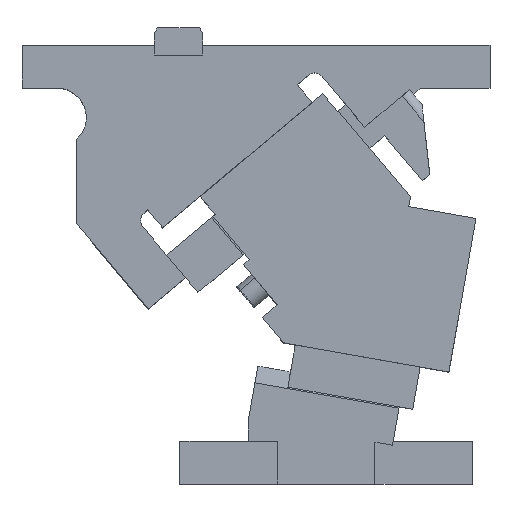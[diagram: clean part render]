
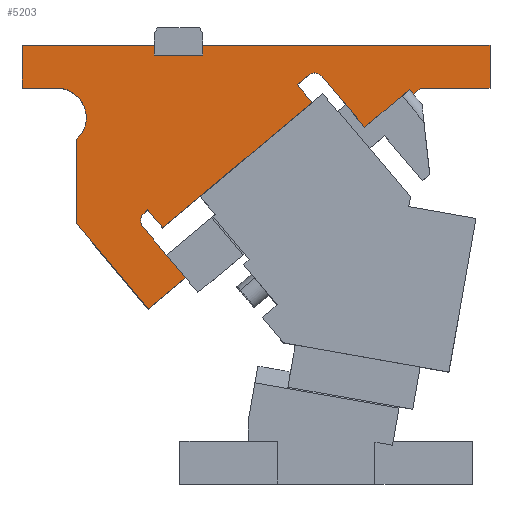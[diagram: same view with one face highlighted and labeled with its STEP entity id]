
A CAD part, top view. The second image highlights one B-rep face of the part: STEP entity #5203.
In plain terms, the highlighted planar face has unit normal (0, 0, 1).
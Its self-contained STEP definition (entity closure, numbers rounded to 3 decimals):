
#4851=CARTESIAN_POINT('Vertex',(-5.426,61.367,70.)) ;
#4856=CARTESIAN_POINT('Line Origine',(-6.39,62.516,70.)) ;
#4860=CARTESIAN_POINT('Vertex',(-7.354,63.665,70.)) ;
#4891=CARTESIAN_POINT('Vertex',(-30.336,44.381,70.)) ;
#4901=CARTESIAN_POINT('Line Origine',(-18.845,54.023,70.)) ;
#4974=CARTESIAN_POINT('Vertex',(-1.848,64.369,70.)) ;
#4977=CARTESIAN_POINT('Line Origine',(-3.637,62.868,70.)) ;
#5003=CARTESIAN_POINT('Axis2P3D Location',(-188.067,49.369,70.)) ;
#5008=CARTESIAN_POINT('Line Origine',(-172.197,86.369,70.)) ;
#5012=CARTESIAN_POINT('Vertex',(-206.067,86.369,70.)) ;
#5014=CARTESIAN_POINT('Vertex',(-138.327,86.369,70.)) ;
#5017=CARTESIAN_POINT('Line Origine',(-206.067,75.369,70.)) ;
#5021=CARTESIAN_POINT('Vertex',(-206.067,64.369,70.)) ;
#5024=CARTESIAN_POINT('Line Origine',(-197.067,64.369,70.)) ;
#5028=CARTESIAN_POINT('Vertex',(-188.067,64.369,70.)) ;
#5031=CARTESIAN_POINT('Axis2P3D Location',(-188.067,49.369,70.)) ;
#5035=CARTESIAN_POINT('Vertex',(-173.067,49.369,70.)) ;
#5038=CARTESIAN_POINT('Axis2P3D Location',(-188.067,49.369,70.)) ;
#5042=CARTESIAN_POINT('Vertex',(-178.067,38.188,70.)) ;
#5045=CARTESIAN_POINT('Line Origine',(-178.067,16.525,70.)) ;
#5049=CARTESIAN_POINT('Vertex',(-178.067,-5.139,70.)) ;
#5052=CARTESIAN_POINT('Line Origine',(-159.74,-26.981,70.)) ;
#5056=CARTESIAN_POINT('Vertex',(-141.412,-48.823,70.)) ;
#5059=CARTESIAN_POINT('Line Origine',(-131.837,-40.788,70.)) ;
#5063=CARTESIAN_POINT('Vertex',(-122.261,-32.753,70.)) ;
#5066=CARTESIAN_POINT('Line Origine',(-133.188,-19.731,70.)) ;
#5070=CARTESIAN_POINT('Vertex',(-144.116,-6.708,70.)) ;
#5073=CARTESIAN_POINT('Axis2P3D Location',(-140.286,-3.494,70.)) ;
#5077=CARTESIAN_POINT('Vertex',(-145.286,-3.494,70.)) ;
#5080=CARTESIAN_POINT('Axis2P3D Location',(-140.286,-3.494,70.)) ;
#5084=CARTESIAN_POINT('Vertex',(-143.5,0.336,70.)) ;
#5087=CARTESIAN_POINT('Line Origine',(-142.542,1.14,70.)) ;
#5091=CARTESIAN_POINT('Vertex',(-141.584,1.943,70.)) ;
#5094=CARTESIAN_POINT('Line Origine',(-137.728,-2.653,70.)) ;
#5098=CARTESIAN_POINT('Vertex',(-133.871,-7.249,70.)) ;
#5101=CARTESIAN_POINT('Line Origine',(-95.569,24.89,70.)) ;
#5105=CARTESIAN_POINT('Vertex',(-57.267,57.03,70.)) ;
#5108=CARTESIAN_POINT('Line Origine',(-61.123,61.626,70.)) ;
#5112=CARTESIAN_POINT('Vertex',(-64.98,66.222,70.)) ;
#5115=CARTESIAN_POINT('Line Origine',(-62.107,68.632,70.)) ;
#5119=CARTESIAN_POINT('Vertex',(-59.235,71.043,70.)) ;
#5122=CARTESIAN_POINT('Axis2P3D Location',(-56.021,67.213,70.)) ;
#5126=CARTESIAN_POINT('Vertex',(-52.191,70.427,70.)) ;
#5129=CARTESIAN_POINT('Line Origine',(-41.263,57.404,70.)) ;
#5134=CARTESIAN_POINT('Line Origine',(16.042,64.369,70.)) ;
#5138=CARTESIAN_POINT('Vertex',(33.933,64.369,70.)) ;
#5141=CARTESIAN_POINT('Line Origine',(33.933,75.369,70.)) ;
#5145=CARTESIAN_POINT('Vertex',(33.933,86.369,70.)) ;
#5148=CARTESIAN_POINT('Line Origine',(-39.697,86.369,70.)) ;
#5152=CARTESIAN_POINT('Vertex',(-113.327,86.369,70.)) ;
#5155=CARTESIAN_POINT('Line Origine',(-113.327,83.869,70.)) ;
#5159=CARTESIAN_POINT('Vertex',(-113.327,81.369,70.)) ;
#5162=CARTESIAN_POINT('Line Origine',(-125.827,81.369,70.)) ;
#5166=CARTESIAN_POINT('Vertex',(-138.327,81.369,70.)) ;
#5169=CARTESIAN_POINT('Line Origine',(-138.327,83.869,70.)) ;
#4857=DIRECTION('Vector Direction',(-0.643,0.766,0.)) ;
#4902=DIRECTION('Vector Direction',(-0.766,-0.643,0.)) ;
#4978=DIRECTION('Vector Direction',(-0.766,-0.643,0.)) ;
#5004=DIRECTION('Axis2P3D Direction',(0.,0.,1.)) ;
#5005=DIRECTION('Axis2P3D XDirection',(1.,0.,0.)) ;
#5009=DIRECTION('Vector Direction',(1.,0.,0.)) ;
#5018=DIRECTION('Vector Direction',(0.,-1.,0.)) ;
#5025=DIRECTION('Vector Direction',(1.,0.,0.)) ;
#5032=DIRECTION('Axis2P3D Direction',(0.,0.,1.)) ;
#5039=DIRECTION('Axis2P3D Direction',(0.,0.,1.)) ;
#5046=DIRECTION('Vector Direction',(0.,-1.,0.)) ;
#5053=DIRECTION('Vector Direction',(-0.643,0.766,0.)) ;
#5060=DIRECTION('Vector Direction',(-0.766,-0.643,0.)) ;
#5067=DIRECTION('Vector Direction',(-0.643,0.766,0.)) ;
#5074=DIRECTION('Axis2P3D Direction',(0.,0.,1.)) ;
#5081=DIRECTION('Axis2P3D Direction',(0.,0.,1.)) ;
#5088=DIRECTION('Vector Direction',(-0.766,-0.643,0.)) ;
#5095=DIRECTION('Vector Direction',(-0.643,0.766,0.)) ;
#5102=DIRECTION('Vector Direction',(0.766,0.643,0.)) ;
#5109=DIRECTION('Vector Direction',(-0.643,0.766,0.)) ;
#5116=DIRECTION('Vector Direction',(-0.766,-0.643,0.)) ;
#5123=DIRECTION('Axis2P3D Direction',(0.,0.,1.)) ;
#5130=DIRECTION('Vector Direction',(-0.643,0.766,0.)) ;
#5135=DIRECTION('Vector Direction',(1.,0.,0.)) ;
#5142=DIRECTION('Vector Direction',(0.,-1.,0.)) ;
#5149=DIRECTION('Vector Direction',(1.,0.,0.)) ;
#5156=DIRECTION('Vector Direction',(0.,-1.,0.)) ;
#5163=DIRECTION('Vector Direction',(-1.,0.,0.)) ;
#5170=DIRECTION('Vector Direction',(0.,-1.,0.)) ;
#5006=AXIS2_PLACEMENT_3D('Plane Axis2P3D',#5003,#5004,#5005) ;
#5033=AXIS2_PLACEMENT_3D('Circle Axis2P3D',#5031,#5032,$) ;
#5040=AXIS2_PLACEMENT_3D('Circle Axis2P3D',#5038,#5039,$) ;
#5075=AXIS2_PLACEMENT_3D('Circle Axis2P3D',#5073,#5074,$) ;
#5082=AXIS2_PLACEMENT_3D('Circle Axis2P3D',#5080,#5081,$) ;
#5124=AXIS2_PLACEMENT_3D('Circle Axis2P3D',#5122,#5123,$) ;
#5175=ORIENTED_EDGE('',*,*,#5016,.F.) ;
#5176=ORIENTED_EDGE('',*,*,#5023,.T.) ;
#5177=ORIENTED_EDGE('',*,*,#5030,.T.) ;
#5178=ORIENTED_EDGE('',*,*,#5037,.F.) ;
#5179=ORIENTED_EDGE('',*,*,#5044,.F.) ;
#5180=ORIENTED_EDGE('',*,*,#5051,.T.) ;
#5181=ORIENTED_EDGE('',*,*,#5058,.F.) ;
#5182=ORIENTED_EDGE('',*,*,#5065,.F.) ;
#5183=ORIENTED_EDGE('',*,*,#5072,.T.) ;
#5184=ORIENTED_EDGE('',*,*,#5079,.F.) ;
#5185=ORIENTED_EDGE('',*,*,#5086,.F.) ;
#5186=ORIENTED_EDGE('',*,*,#5093,.F.) ;
#5187=ORIENTED_EDGE('',*,*,#5100,.F.) ;
#5188=ORIENTED_EDGE('',*,*,#5107,.T.) ;
#5189=ORIENTED_EDGE('',*,*,#5114,.T.) ;
#5190=ORIENTED_EDGE('',*,*,#5121,.F.) ;
#5191=ORIENTED_EDGE('',*,*,#5128,.F.) ;
#5192=ORIENTED_EDGE('',*,*,#5133,.F.) ;
#5193=ORIENTED_EDGE('',*,*,#4905,.F.) ;
#5194=ORIENTED_EDGE('',*,*,#4862,.F.) ;
#5195=ORIENTED_EDGE('',*,*,#4981,.F.) ;
#5196=ORIENTED_EDGE('',*,*,#5140,.T.) ;
#5197=ORIENTED_EDGE('',*,*,#5147,.F.) ;
#5198=ORIENTED_EDGE('',*,*,#5154,.F.) ;
#5199=ORIENTED_EDGE('',*,*,#5161,.T.) ;
#5200=ORIENTED_EDGE('',*,*,#5168,.F.) ;
#5201=ORIENTED_EDGE('',*,*,#5173,.F.) ;
#4858=VECTOR('Line Direction',#4857,1.) ;
#4903=VECTOR('Line Direction',#4902,1.) ;
#4979=VECTOR('Line Direction',#4978,1.) ;
#5010=VECTOR('Line Direction',#5009,1.) ;
#5019=VECTOR('Line Direction',#5018,1.) ;
#5026=VECTOR('Line Direction',#5025,1.) ;
#5047=VECTOR('Line Direction',#5046,1.) ;
#5054=VECTOR('Line Direction',#5053,1.) ;
#5061=VECTOR('Line Direction',#5060,1.) ;
#5068=VECTOR('Line Direction',#5067,1.) ;
#5089=VECTOR('Line Direction',#5088,1.) ;
#5096=VECTOR('Line Direction',#5095,1.) ;
#5103=VECTOR('Line Direction',#5102,1.) ;
#5110=VECTOR('Line Direction',#5109,1.) ;
#5117=VECTOR('Line Direction',#5116,1.) ;
#5131=VECTOR('Line Direction',#5130,1.) ;
#5136=VECTOR('Line Direction',#5135,1.) ;
#5143=VECTOR('Line Direction',#5142,1.) ;
#5150=VECTOR('Line Direction',#5149,1.) ;
#5157=VECTOR('Line Direction',#5156,1.) ;
#5164=VECTOR('Line Direction',#5163,1.) ;
#5171=VECTOR('Line Direction',#5170,1.) ;
#5203=ADVANCED_FACE('CAM HOLDER',(#5202),#5007,.T.) ;
#5034=CIRCLE('generated circle',#5033,15.) ;
#5041=CIRCLE('generated circle',#5040,15.) ;
#5076=CIRCLE('generated circle',#5075,5.) ;
#5083=CIRCLE('generated circle',#5082,5.) ;
#5125=CIRCLE('generated circle',#5124,5.) ;
#4862=EDGE_CURVE('',#4852,#4861,#4859,.T.) ;
#4905=EDGE_CURVE('',#4861,#4892,#4904,.T.) ;
#4981=EDGE_CURVE('',#4975,#4852,#4980,.T.) ;
#5016=EDGE_CURVE('',#5013,#5015,#5011,.T.) ;
#5023=EDGE_CURVE('',#5013,#5022,#5020,.T.) ;
#5030=EDGE_CURVE('',#5022,#5029,#5027,.T.) ;
#5037=EDGE_CURVE('',#5036,#5029,#5034,.T.) ;
#5044=EDGE_CURVE('',#5043,#5036,#5041,.T.) ;
#5051=EDGE_CURVE('',#5043,#5050,#5048,.T.) ;
#5058=EDGE_CURVE('',#5057,#5050,#5055,.T.) ;
#5065=EDGE_CURVE('',#5064,#5057,#5062,.T.) ;
#5072=EDGE_CURVE('',#5064,#5071,#5069,.T.) ;
#5079=EDGE_CURVE('',#5078,#5071,#5076,.T.) ;
#5086=EDGE_CURVE('',#5085,#5078,#5083,.T.) ;
#5093=EDGE_CURVE('',#5092,#5085,#5090,.T.) ;
#5100=EDGE_CURVE('',#5099,#5092,#5097,.T.) ;
#5107=EDGE_CURVE('',#5099,#5106,#5104,.T.) ;
#5114=EDGE_CURVE('',#5106,#5113,#5111,.T.) ;
#5121=EDGE_CURVE('',#5120,#5113,#5118,.T.) ;
#5128=EDGE_CURVE('',#5127,#5120,#5125,.T.) ;
#5133=EDGE_CURVE('',#4892,#5127,#5132,.T.) ;
#5140=EDGE_CURVE('',#4975,#5139,#5137,.T.) ;
#5147=EDGE_CURVE('',#5146,#5139,#5144,.T.) ;
#5154=EDGE_CURVE('',#5153,#5146,#5151,.T.) ;
#5161=EDGE_CURVE('',#5153,#5160,#5158,.T.) ;
#5168=EDGE_CURVE('',#5167,#5160,#5165,.F.) ;
#5173=EDGE_CURVE('',#5015,#5167,#5172,.T.) ;
#5174=EDGE_LOOP('',(#5175,#5176,#5177,#5178,#5179,#5180,#5181,#5182,#5183,#5184,#5185,#5186,#5187,#5188,#5189,#5190,#5191,#5192,#5193,#5194,#5195,#5196,#5197,#5198,#5199,#5200,#5201)) ;
#5202=FACE_OUTER_BOUND('',#5174,.T.) ;
#4859=LINE('Line',#4856,#4858) ;
#4904=LINE('Line',#4901,#4903) ;
#4980=LINE('Line',#4977,#4979) ;
#5011=LINE('Line',#5008,#5010) ;
#5020=LINE('Line',#5017,#5019) ;
#5027=LINE('Line',#5024,#5026) ;
#5048=LINE('Line',#5045,#5047) ;
#5055=LINE('Line',#5052,#5054) ;
#5062=LINE('Line',#5059,#5061) ;
#5069=LINE('Line',#5066,#5068) ;
#5090=LINE('Line',#5087,#5089) ;
#5097=LINE('Line',#5094,#5096) ;
#5104=LINE('Line',#5101,#5103) ;
#5111=LINE('Line',#5108,#5110) ;
#5118=LINE('Line',#5115,#5117) ;
#5132=LINE('Line',#5129,#5131) ;
#5137=LINE('Line',#5134,#5136) ;
#5144=LINE('Line',#5141,#5143) ;
#5151=LINE('Line',#5148,#5150) ;
#5158=LINE('Line',#5155,#5157) ;
#5165=LINE('Line',#5162,#5164) ;
#5172=LINE('Line',#5169,#5171) ;
#5007=PLANE('Plane',#5006) ;
#4852=VERTEX_POINT('',#4851) ;
#4861=VERTEX_POINT('',#4860) ;
#4892=VERTEX_POINT('',#4891) ;
#4975=VERTEX_POINT('',#4974) ;
#5013=VERTEX_POINT('',#5012) ;
#5015=VERTEX_POINT('',#5014) ;
#5022=VERTEX_POINT('',#5021) ;
#5029=VERTEX_POINT('',#5028) ;
#5036=VERTEX_POINT('',#5035) ;
#5043=VERTEX_POINT('',#5042) ;
#5050=VERTEX_POINT('',#5049) ;
#5057=VERTEX_POINT('',#5056) ;
#5064=VERTEX_POINT('',#5063) ;
#5071=VERTEX_POINT('',#5070) ;
#5078=VERTEX_POINT('',#5077) ;
#5085=VERTEX_POINT('',#5084) ;
#5092=VERTEX_POINT('',#5091) ;
#5099=VERTEX_POINT('',#5098) ;
#5106=VERTEX_POINT('',#5105) ;
#5113=VERTEX_POINT('',#5112) ;
#5120=VERTEX_POINT('',#5119) ;
#5127=VERTEX_POINT('',#5126) ;
#5139=VERTEX_POINT('',#5138) ;
#5146=VERTEX_POINT('',#5145) ;
#5153=VERTEX_POINT('',#5152) ;
#5160=VERTEX_POINT('',#5159) ;
#5167=VERTEX_POINT('',#5166) ;
